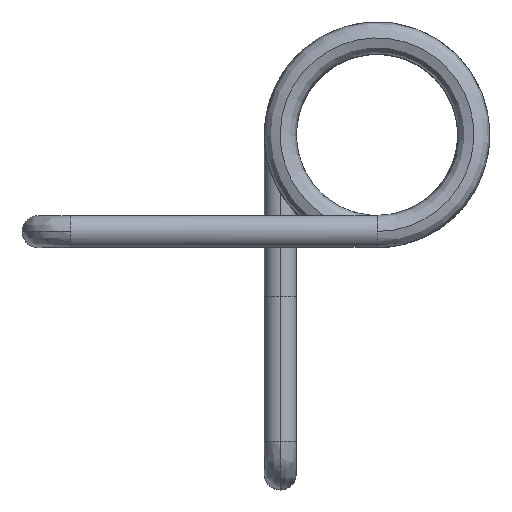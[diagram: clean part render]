
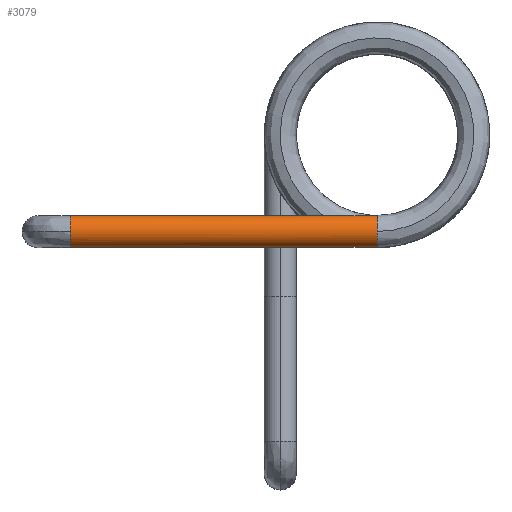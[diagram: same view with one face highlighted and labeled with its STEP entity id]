
A CAD part, top view. The second image highlights one B-rep face of the part: STEP entity #3079.
In plain terms, the highlighted cylindrical face has radius 0.495 mm (diameter 0.99 mm), a partial arc.
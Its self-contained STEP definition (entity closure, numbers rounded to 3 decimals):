
#10 = FACE_OUTER_BOUND ( 'NONE', #1063, .T. ) ;
#15 = CARTESIAN_POINT ( 'NONE',  ( 0., -3.495, 8.75 ) ) ;
#44 = CARTESIAN_POINT ( 'NONE',  ( -9.5, -3., 8.75 ) ) ;
#69 = LINE ( 'NONE', #2382, #127 ) ;
#93 = ORIENTED_EDGE ( 'NONE', *, *, #1693, .T. ) ;
#127 = VECTOR ( 'NONE', #3120, 1000. ) ;
#286 = DIRECTION ( 'NONE',  ( 1., 0., 0. ) ) ;
#424 = AXIS2_PLACEMENT_3D ( 'NONE', #44, #2860, #462 ) ;
#462 = DIRECTION ( 'NONE',  ( 0., 1., 0. ) ) ;
#635 = CIRCLE ( 'NONE', #424, 0.495 ) ;
#695 = CARTESIAN_POINT ( 'NONE',  ( 0., -2.505, 8.75 ) ) ;
#722 = VERTEX_POINT ( 'NONE', #15 ) ;
#783 = CIRCLE ( 'NONE', #3231, 0.495 ) ;
#895 = CARTESIAN_POINT ( 'NONE',  ( 0.007, -3.407, 9.041 ) ) ;
#1063 = EDGE_LOOP ( 'NONE', ( #2503, #1743, #1517, #93, #4694, #2006 ) ) ;
#1300 = CARTESIAN_POINT ( 'NONE',  ( 0.012, -3.21, 9.217 ) ) ;
#1517 = ORIENTED_EDGE ( 'NONE', *, *, #4946, .T. ) ;
#1654 = CARTESIAN_POINT ( 'NONE',  ( 0.004, -2.526, 8.91 ) ) ;
#1693 = EDGE_CURVE ( 'NONE', #4587, #4526, #4874, .T. ) ;
#1708 = CARTESIAN_POINT ( 'NONE',  ( 0.013, -3., 9.245 ) ) ;
#1724 = CYLINDRICAL_SURFACE ( 'NONE', #1862, 0.495 ) ;
#1728 = CARTESIAN_POINT ( 'NONE',  ( 0.013, -3., 9.245 ) ) ;
#1743 = ORIENTED_EDGE ( 'NONE', *, *, #4489, .T. ) ;
#1829 = EDGE_CURVE ( 'NONE', #4324, #4526, #69, .T. ) ;
#1859 = CARTESIAN_POINT ( 'NONE',  ( 0.012, -2.79, 9.217 ) ) ;
#1862 = AXIS2_PLACEMENT_3D ( 'NONE', #2449, #2467, #2042 ) ;
#1889 = CARTESIAN_POINT ( 'NONE',  ( 0.009, -2.639, 9.095 ) ) ;
#2006 = ORIENTED_EDGE ( 'NONE', *, *, #4727, .T. ) ;
#2018 = VERTEX_POINT ( 'NONE', #3373 ) ;
#2042 = DIRECTION ( 'NONE',  ( 0., 1., 0. ) ) ;
#2066 = CARTESIAN_POINT ( 'NONE',  ( -9.5, -2.505, 8.75 ) ) ;
#2086 = CARTESIAN_POINT ( 'NONE',  ( 0., -3.495, 8.75 ) ) ;
#2289 = CARTESIAN_POINT ( 'NONE',  ( 0.013, -3., 9.245 ) ) ;
#2320 = CARTESIAN_POINT ( 'NONE',  ( 0.002, -2.505, 8.832 ) ) ;
#2339 = CARTESIAN_POINT ( 'NONE',  ( 0., -2.505, 8.75 ) ) ;
#2382 = CARTESIAN_POINT ( 'NONE',  ( -9.5, -2.505, 8.75 ) ) ;
#2449 = CARTESIAN_POINT ( 'NONE',  ( -9.5, -3., 8.75 ) ) ;
#2467 = DIRECTION ( 'NONE',  ( 1., 0., 0. ) ) ;
#2503 = ORIENTED_EDGE ( 'NONE', *, *, #3239, .T. ) ;
#2530 = CARTESIAN_POINT ( 'NONE',  ( 0.013, -2.906, 9.245 ) ) ;
#2674 = CARTESIAN_POINT ( 'NONE',  ( -9.5, -3.495, 8.75 ) ) ;
#2675 = LINE ( 'NONE', #2674, #3415 ) ;
#2860 = DIRECTION ( 'NONE',  ( 1., 0., 0. ) ) ;
#3079 = ADVANCED_FACE ( 'NONE', ( #10 ), #1724, .T. ) ;
#3120 = DIRECTION ( 'NONE',  ( 1., 0., 0. ) ) ;
#3231 = AXIS2_PLACEMENT_3D ( 'NONE', #4353, #4338, #3961 ) ;
#3233 = CARTESIAN_POINT ( 'NONE',  ( 0.004, -3.474, 8.91 ) ) ;
#3239 = EDGE_CURVE ( 'NONE', #3677, #2018, #783, .T. ) ;
#3373 = CARTESIAN_POINT ( 'NONE',  ( -9.5, -3.495, 8.75 ) ) ;
#3415 = VECTOR ( 'NONE', #286, 1000. ) ;
#3618 = CARTESIAN_POINT ( 'NONE',  ( 0.009, -3.361, 9.095 ) ) ;
#3677 = VERTEX_POINT ( 'NONE', #4791 ) ;
#3961 = DIRECTION ( 'NONE',  ( 0., 1., 0. ) ) ;
#4005 = CARTESIAN_POINT ( 'NONE',  ( 0.013, -3.094, 9.245 ) ) ;
#4324 = VERTEX_POINT ( 'NONE', #2066 ) ;
#4338 = DIRECTION ( 'NONE',  ( 1., 0., 0. ) ) ;
#4353 = CARTESIAN_POINT ( 'NONE',  ( -9.5, -3., 8.75 ) ) ;
#4489 = EDGE_CURVE ( 'NONE', #2018, #722, #2675, .T. ) ;
#4526 = VERTEX_POINT ( 'NONE', #695 ) ;
#4562 = CARTESIAN_POINT ( 'NONE',  ( 0.007, -2.593, 9.041 ) ) ;
#4587 = VERTEX_POINT ( 'NONE', #2289 ) ;
#4694 = ORIENTED_EDGE ( 'NONE', *, *, #1829, .F. ) ;
#4727 = EDGE_CURVE ( 'NONE', #4324, #3677, #635, .T. ) ;
#4763 = CARTESIAN_POINT ( 'NONE',  ( 0.002, -3.495, 8.833 ) ) ;
#4791 = CARTESIAN_POINT ( 'NONE',  ( -9.5, -3., 9.245 ) ) ;
#4874 = B_SPLINE_CURVE_WITH_KNOTS ( 'NONE', 3,
 ( #1728, #2530, #1859, #1889, #4562, #1654, #2320, #2339 ),
 .UNSPECIFIED., .F., .F.,
 ( 4, 2, 2, 4 ),
 ( 0., 0.5, 0.75, 1. ),
 .UNSPECIFIED. ) ;
#4946 = EDGE_CURVE ( 'NONE', #722, #4587, #5021, .T. ) ;
#5021 = B_SPLINE_CURVE_WITH_KNOTS ( 'NONE', 3,
 ( #2086, #4763, #3233, #895, #3618, #1300, #4005, #1708 ),
 .UNSPECIFIED., .F., .F.,
 ( 4, 2, 2, 4 ),
 ( 0., 0.25, 0.5, 1. ),
 .UNSPECIFIED. ) ;
